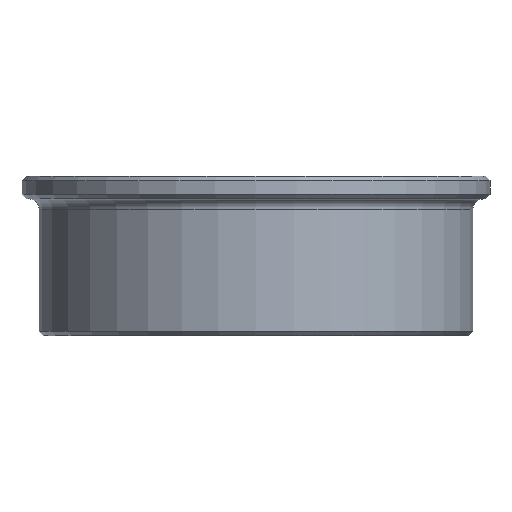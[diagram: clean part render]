
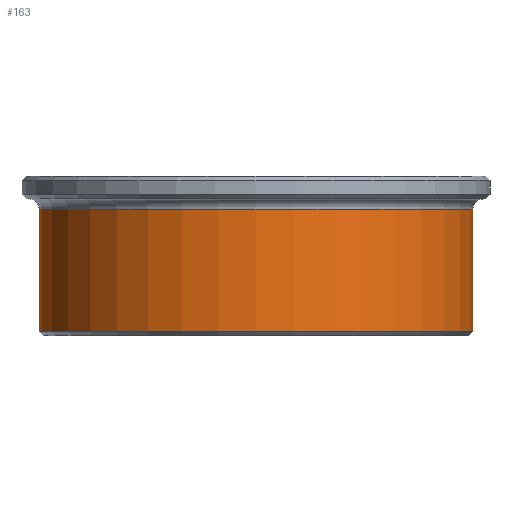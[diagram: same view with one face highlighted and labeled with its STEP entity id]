
A CAD part, front view. The second image highlights one B-rep face of the part: STEP entity #163.
In plain terms, the highlighted cylindrical face has radius 95 mm (diameter 190 mm), a full revolution.
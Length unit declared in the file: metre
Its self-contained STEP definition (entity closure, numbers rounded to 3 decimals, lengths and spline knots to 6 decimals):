
#163=ADVANCED_FACE('',(#199,#200),#201,.T.);
#199=FACE_OUTER_BOUND('',#2779,.T.);
#200=FACE_OUTER_BOUND('',#2780,.T.);
#201=CYLINDRICAL_SURFACE('',#2781,0.095);
#2779=EDGE_LOOP('',(#5390));
#2780=EDGE_LOOP('',(#5391));
#2781=AXIS2_PLACEMENT_3D('',#5392,#5393,#5394);
#5390=ORIENTED_EDGE('',*,*,#5443,.T.);
#5391=ORIENTED_EDGE('',*,*,#5444,.F.);
#5392=CARTESIAN_POINT('',(0.0,0.0,0.));
#5393=DIRECTION('',(0.0,0.,-1.0));
#5394=DIRECTION('',(0.0,1.0,0.));
#5443=EDGE_CURVE('',#5482,#5482,#5483,.T.);
#5444=EDGE_CURVE('',#5484,#5484,#5485,.T.);
#5482=VERTEX_POINT('',#5762);
#5483=CIRCLE('',#5763,0.095);
#5484=VERTEX_POINT('',#5764);
#5485=CIRCLE('',#5765,0.095);
#5762=CARTESIAN_POINT('',(0.0,0.095,0.0555));
#5763=AXIS2_PLACEMENT_3D('',#5809,#5810,#5811);
#5764=CARTESIAN_POINT('',(0.0,0.095,0.002));
#5765=AXIS2_PLACEMENT_3D('',#5812,#5813,#5814);
#5809=CARTESIAN_POINT('',(0.0,0.0,0.0555));
#5810=DIRECTION('',(0.0,0.,-1.0));
#5811=DIRECTION('',(0.0,1.0,0.));
#5812=CARTESIAN_POINT('',(0.0,0.0,0.002));
#5813=DIRECTION('',(0.0,0.,-1.0));
#5814=DIRECTION('',(0.0,1.0,0.));
